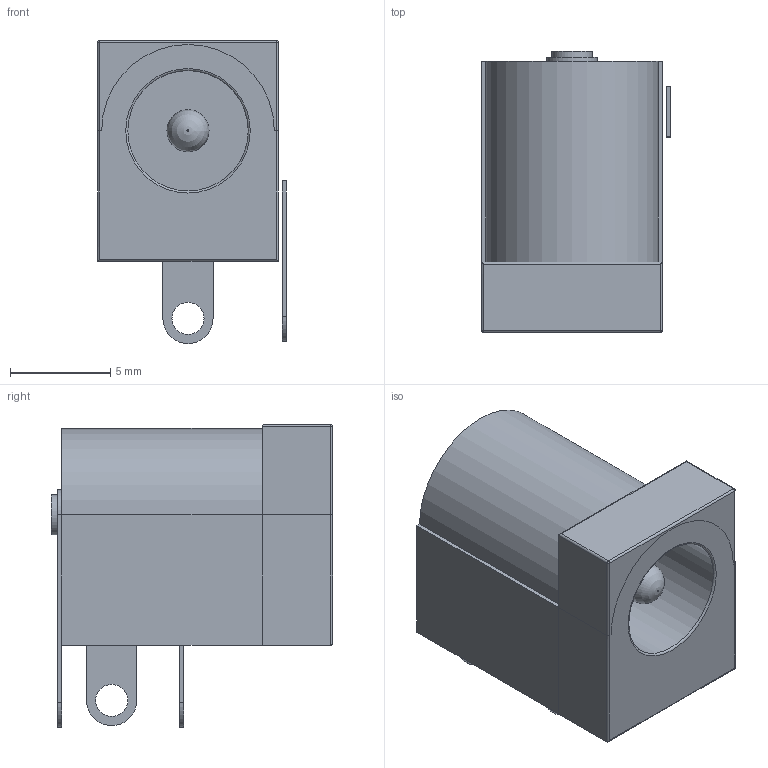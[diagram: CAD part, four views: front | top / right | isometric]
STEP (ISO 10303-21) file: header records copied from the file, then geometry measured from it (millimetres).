
FILE_DESCRIPTION(('FreeCAD Model'),'2;1');
FILE_NAME( 'Body005_sp.step' ,'2018-06-22T10:14:18',('kicad StepUp'),('ksu MCAD'), 'Open CASCADE STEP processor 7.2','FreeCAD','Unknown');
FILE_SCHEMA(('AUTOMOTIVE_DESIGN { 1 0 10303 214 1 1 1 1 }'));
Length unit declared in the file: millimetre
Products named in the file (1): Body005_sp
Bounding box: 9.4 x 14 x 15.1 mm (x, y, z)
Volume: 955.5 mm3; surface area: 1044.4 mm2
Topology: 2 solids, 2 shells, 55 faces, 121 edges, 72 vertices
Faces by surface type: plane 31, cylinder 20, sphere 2, torus 1, revolution 1
Full cylindrical faces by diameter (mm): 1.6 x3, 2 x1, 2.1 x1, 6 x1
Entity records: 1894 total; most frequent: DIRECTION 269, CARTESIAN_POINT 257, ORIENTED_EDGE 238, EDGE_CURVE 119, AXIS2_PLACEMENT_3D 94, LINE 80, VECTOR 80, VERTEX_POINT 72
